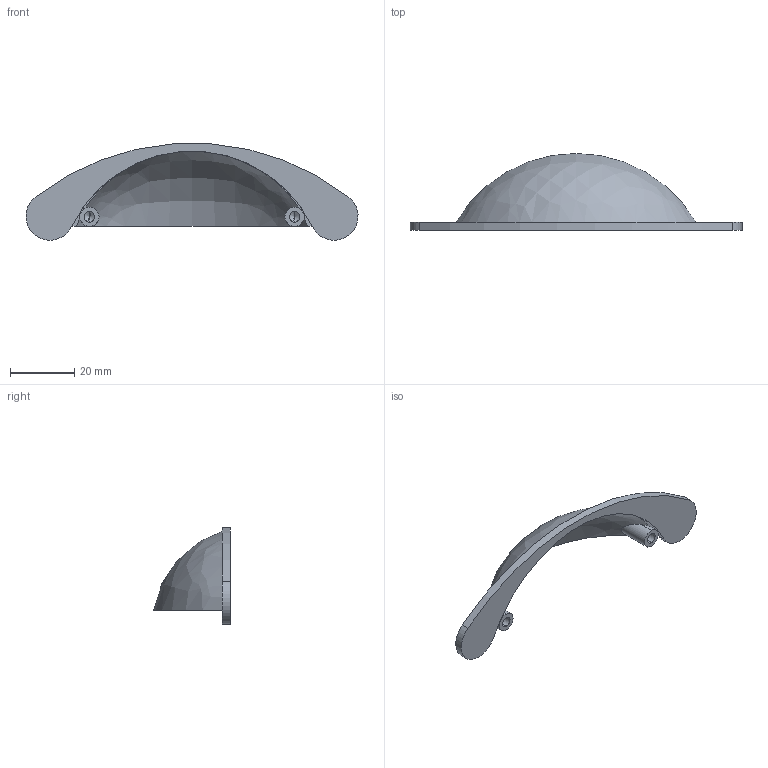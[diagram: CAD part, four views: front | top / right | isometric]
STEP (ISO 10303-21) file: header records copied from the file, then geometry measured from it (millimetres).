
FILE_DESCRIPTION (( 'STEP AP214' ), '1' );
FILE_NAME ('F002779,F002780,F002781,F002782_3D.step', '2022-07-07T08:11:04', ( '' ), ( '' ), 'SwSTEP 2.0', 'SolidWorks 2020', '' );
FILE_SCHEMA (( 'AUTOMOTIVE_DESIGN' ));
Length unit declared in the file: millimetre
Products named in the file (1): F002779,F002780,F002781,F002782_3D
Bounding box: 103.55 x 24 x 30.08 mm (x, y, z)
Volume: 4774.5 mm3; surface area: 6652.8 mm2
Topology: 1 solids, 1 shells, 30 faces, 70 edges, 40 vertices
Faces by surface type: cylinder 14, bspline 6, plane 6, cone 4
Entity records: 1382 total; most frequent: CARTESIAN_POINT 673, ORIENTED_EDGE 132, DIRECTION 130, EDGE_CURVE 66, AXIS2_PLACEMENT_3D 55, VERTEX_POINT 40, EDGE_LOOP 32, FACE_OUTER_BOUND 30
